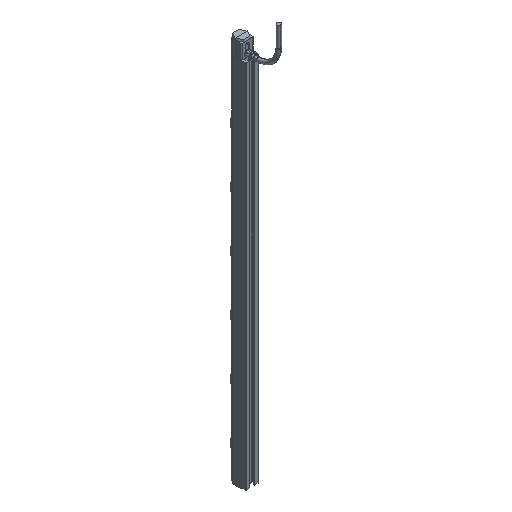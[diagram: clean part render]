
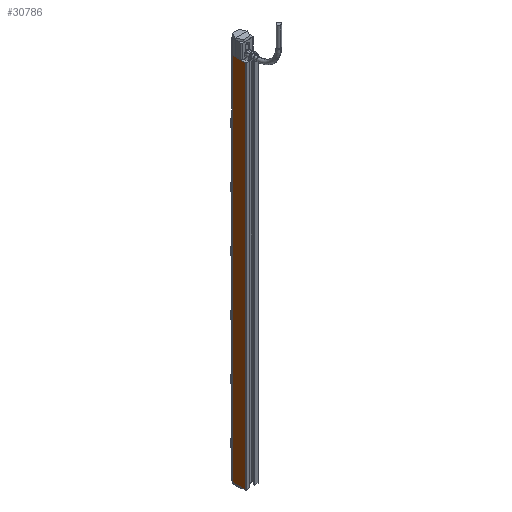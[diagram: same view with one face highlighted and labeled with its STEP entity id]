
A CAD part, isometric view. The second image highlights one B-rep face of the part: STEP entity #30786.
In plain terms, the highlighted planar face has unit normal (-1, 0, 0).
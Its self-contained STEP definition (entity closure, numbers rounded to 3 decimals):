
#1=DIRECTION('',(0.,0.,-1.));
#2=VECTOR('',#1,360.45);
#3=CARTESIAN_POINT('',(-6.,-8.,178.));
#4=LINE('',#3,#2);
#5=DIRECTION('',(0.,0.,-1.));
#6=VECTOR('',#5,360.45);
#7=CARTESIAN_POINT('',(-6.,4.973,178.));
#8=LINE('',#7,#6);
#51=DIRECTION('',(0.,-1.,0.));
#52=VECTOR('',#51,12.973);
#53=CARTESIAN_POINT('',(-6.,4.973,-182.45));
#54=LINE('',#53,#52);
#272=DIRECTION('',(0.,-1.,0.));
#273=VECTOR('',#272,12.973);
#274=CARTESIAN_POINT('',(-6.,4.973,178.));
#275=LINE('',#274,#273);
#28477=CARTESIAN_POINT('',(-6.,4.973,178.));
#28478=CARTESIAN_POINT('',(-6.,4.973,-182.45));
#28479=VERTEX_POINT('',#28477);
#28480=VERTEX_POINT('',#28478);
#28626=CARTESIAN_POINT('',(-6.,-8.,-182.45));
#28628=VERTEX_POINT('',#28626);
#28629=CARTESIAN_POINT('',(-6.,-8.,178.));
#28630=VERTEX_POINT('',#28629);
#30771=CARTESIAN_POINT('',(-6.,5.317,-182.45));
#30772=DIRECTION('',(-1.,0.,0.));
#30773=DIRECTION('',(0.,-1.,0.));
#30774=AXIS2_PLACEMENT_3D('',#30771,#30772,#30773);
#30775=PLANE('',#30774);
#30777=ORIENTED_EDGE('',*,*,#30776,.T.);
#30779=ORIENTED_EDGE('',*,*,#30778,.F.);
#30781=ORIENTED_EDGE('',*,*,#30780,.F.);
#30783=ORIENTED_EDGE('',*,*,#30782,.T.);
#30784=EDGE_LOOP('',(#30777,#30779,#30781,#30783));
#30785=FACE_OUTER_BOUND('',#30784,.F.);
#30786=ADVANCED_FACE('',(#30785),#30775,.T.);
#30776=EDGE_CURVE('',#28630,#28628,#4,.T.);
#30778=EDGE_CURVE('',#28480,#28628,#54,.T.);
#30780=EDGE_CURVE('',#28479,#28480,#8,.T.);
#30782=EDGE_CURVE('',#28479,#28630,#275,.T.);
